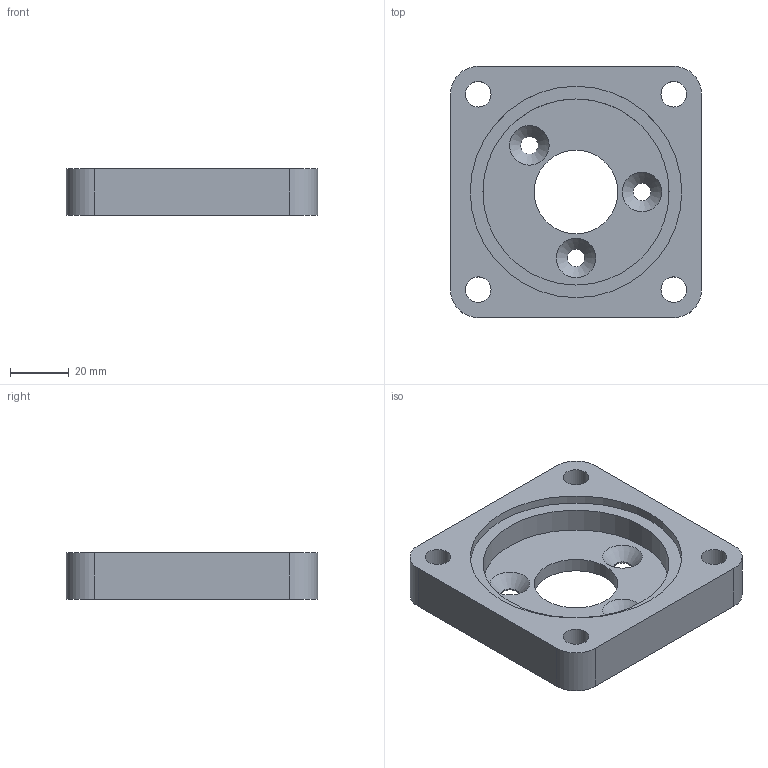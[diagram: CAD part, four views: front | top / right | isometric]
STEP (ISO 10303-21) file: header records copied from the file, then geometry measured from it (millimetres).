
FILE_DESCRIPTION(('FreeCAD Model'),'2;1');
FILE_NAME('Open CASCADE Shape Model','2025-09-20T20:45:55',(''),(''), 'Open CASCADE STEP processor 7.8','FreeCAD','Unknown');
FILE_SCHEMA(('AUTOMOTIVE_DESIGN { 1 0 10303 214 1 1 1 1 }'));
Length unit declared in the file: millimetre
Products named in the file (1): Hole
Bounding box: 85.72 x 85.72 x 15.88 mm (x, y, z)
Volume: 69603.6 mm3; surface area: 22467.2 mm2
Topology: 1 solids, 1 shells, 25 faces, 60 edges, 39 vertices
Faces by surface type: cylinder 14, plane 8, cone 3
Full cylindrical faces by diameter (mm): 5.999 x3, 8.738 x4, 28.575 x1, 63.5 x1, 72.136 x1
Entity records: 795 total; most frequent: DIRECTION 143, CARTESIAN_POINT 125, ORIENTED_EDGE 120, EDGE_CURVE 60, AXIS2_PLACEMENT_3D 57, FACE_BOUND 43, EDGE_LOOP 43, VERTEX_POINT 39
